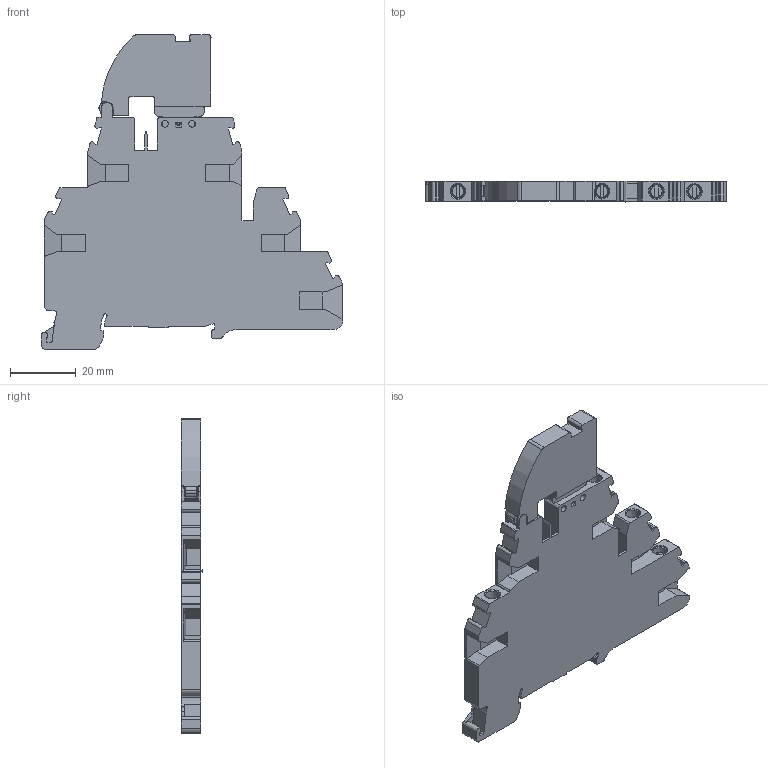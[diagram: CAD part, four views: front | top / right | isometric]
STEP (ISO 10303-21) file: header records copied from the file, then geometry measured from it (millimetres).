
FILE_DESCRIPTION(/* description */ ('Unknown'),/* implementation_level */ '2;1');
FILE_NAME(/* name */ 'TQF4-2T+E_3D_SOLID',/* time_stamp */ '2021-05-27T13:58:38+05:00',/* author */ ('Unknown'),/* organization */ ('Unknown'),/* preprocessor_version */ 'ST-DEVELOPER v16.7',/* originating_system */ 'DEX',/* authorisation */ $);
FILE_SCHEMA (('AUTOMOTIVE_DESIGN {1 0 10303 214 3 1 1}'));
Length unit declared in the file: millimetre
Products named in the file (1): TQF4-2T+E_3D_SOLID
Bounding box: 91.99 x 6.55 x 95.98 mm (x, y, z)
Volume: 28535.8 mm3; surface area: 15245.1 mm2
Topology: 1 solids, 6 shells, 476 faces, 1330 edges, 881 vertices
Faces by surface type: plane 300, cylinder 147, torus 22, cone 5, bspline 2
Full cylindrical faces by diameter (mm): 1.5 x2, 2.1 x2, 4 x5, 4.3 x5, 4.8 x5
Entity records: 18396 total; most frequent: CARTESIAN_POINT 2769, ORIENTED_EDGE 2560, DIRECTION 2535, EDGE_CURVE 1280, LINE 895, VECTOR 895, VERTEX_POINT 862, AXIS2_PLACEMENT_3D 820
